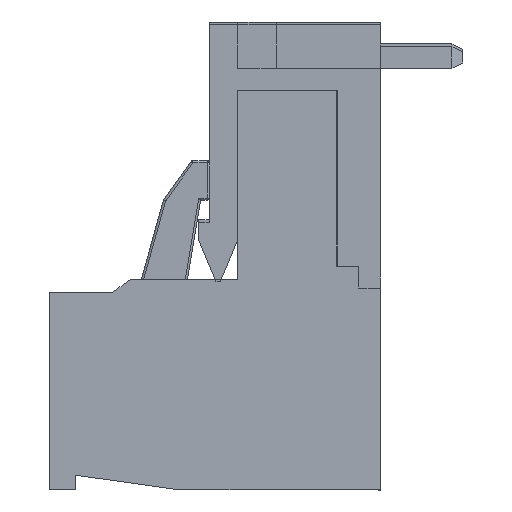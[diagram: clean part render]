
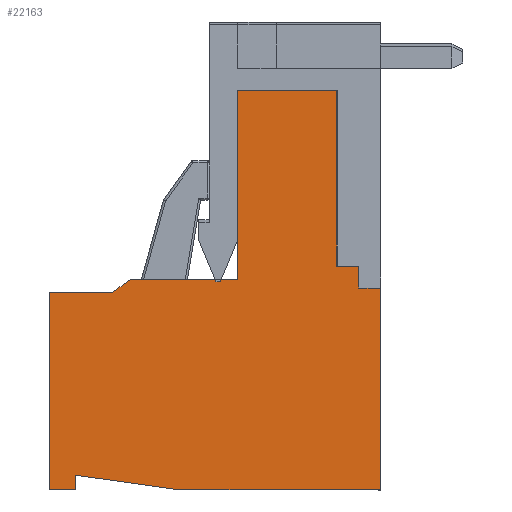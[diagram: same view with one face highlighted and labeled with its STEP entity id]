
A CAD part, left-side view. The second image highlights one B-rep face of the part: STEP entity #22163.
In plain terms, the highlighted planar face has unit normal (-1, 0, 0).
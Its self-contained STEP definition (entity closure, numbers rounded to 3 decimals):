
#436 = LINE ( 'NONE', #22189, #16674 ) ;
#587 = CARTESIAN_POINT ( 'NONE',  ( -7.5, 9.6, 10.65 ) ) ;
#624 = CARTESIAN_POINT ( 'NONE',  ( -7.5, 0.6, 0. ) ) ;
#1506 = CARTESIAN_POINT ( 'NONE',  ( -7.5, 0., 8.15 ) ) ;
#1647 = CARTESIAN_POINT ( 'NONE',  ( -7.5, 0., -2.25 ) ) ;
#2241 = LINE ( 'NONE', #11297, #12049 ) ;
#2475 = DIRECTION ( 'NONE',  ( 0., -0.139, 0.99 ) ) ;
#2512 = VERTEX_POINT ( 'NONE', #23596 ) ;
#2576 = VERTEX_POINT ( 'NONE', #7327 ) ;
#2714 = ORIENTED_EDGE ( 'NONE', *, *, #10731, .F. ) ;
#2725 = DIRECTION ( 'NONE',  ( 0., 0., 1. ) ) ;
#3026 = VERTEX_POINT ( 'NONE', #5384 ) ;
#3078 = VECTOR ( 'NONE', #14145, 1000. ) ;
#3092 = LINE ( 'NONE', #1647, #5706 ) ;
#3389 = VERTEX_POINT ( 'NONE', #17543 ) ;
#3470 = EDGE_CURVE ( 'NONE', #3389, #14225, #436, .T. ) ;
#3804 = CARTESIAN_POINT ( 'NONE',  ( -7.5, 0.6, 11.85 ) ) ;
#3820 = VERTEX_POINT ( 'NONE', #1506 ) ;
#4261 = LINE ( 'NONE', #15244, #20965 ) ;
#4405 = ORIENTED_EDGE ( 'NONE', *, *, #10444, .F. ) ;
#5033 = EDGE_CURVE ( 'NONE', #2576, #21371, #14849, .T. ) ;
#5162 = AXIS2_PLACEMENT_3D ( 'NONE', #7657, #11354, #9104 ) ;
#5384 = CARTESIAN_POINT ( 'NONE',  ( -7.5, 0., 3.25 ) ) ;
#5396 = LINE ( 'NONE', #19424, #21346 ) ;
#5656 = EDGE_CURVE ( 'NONE', #3026, #6426, #8897, .T. ) ;
#5706 = VECTOR ( 'NONE', #12266, 1000. ) ;
#5834 = DIRECTION ( 'NONE',  ( 0., -1., 0. ) ) ;
#6362 = VERTEX_POINT ( 'NONE', #17918 ) ;
#6426 = VERTEX_POINT ( 'NONE', #15877 ) ;
#6643 = EDGE_CURVE ( 'NONE', #12573, #14048, #19101, .T. ) ;
#6710 = VERTEX_POINT ( 'NONE', #587 ) ;
#6814 = EDGE_CURVE ( 'NONE', #13247, #3389, #21721, .T. ) ;
#6845 = EDGE_CURVE ( 'NONE', #6362, #12573, #3092, .T. ) ;
#6850 = CARTESIAN_POINT ( 'NONE',  ( -7.5, -8.6, -3.25 ) ) ;
#7011 = EDGE_CURVE ( 'NONE', #14225, #6710, #4261, .T. ) ;
#7180 = CARTESIAN_POINT ( 'NONE',  ( -7.5, 0., 11.85 ) ) ;
#7216 = EDGE_CURVE ( 'NONE', #2576, #6362, #5396, .T. ) ;
#7243 = ORIENTED_EDGE ( 'NONE', *, *, #7011, .F. ) ;
#7327 = CARTESIAN_POINT ( 'NONE',  ( -7.5, -0.6, -1.29 ) ) ;
#7481 = DIRECTION ( 'NONE',  ( 0., 0., -1. ) ) ;
#7657 = CARTESIAN_POINT ( 'NONE',  ( -7.5, 0., 0. ) ) ;
#7753 = ORIENTED_EDGE ( 'NONE', *, *, #6643, .F. ) ;
#8084 = VERTEX_POINT ( 'NONE', #14087 ) ;
#8194 = VERTEX_POINT ( 'NONE', #3804 ) ;
#8618 = LINE ( 'NONE', #7180, #11871 ) ;
#8897 = LINE ( 'NONE', #10791, #14417 ) ;
#8998 = DIRECTION ( 'NONE',  ( 0., 0., -1. ) ) ;
#9104 = DIRECTION ( 'NONE',  ( 0., 1., 0. ) ) ;
#9241 = DIRECTION ( 'NONE',  ( 0., 0., -1. ) ) ;
#9242 = LINE ( 'NONE', #11381, #14652 ) ;
#9793 = DIRECTION ( 'NONE',  ( 0., 0., -1. ) ) ;
#9929 = ORIENTED_EDGE ( 'NONE', *, *, #12458, .F. ) ;
#10444 = EDGE_CURVE ( 'NONE', #8194, #2512, #20100, .T. ) ;
#10731 = EDGE_CURVE ( 'NONE', #3820, #3026, #8618, .T. ) ;
#10791 = CARTESIAN_POINT ( 'NONE',  ( -7.5, 0., 3.25 ) ) ;
#11043 = DIRECTION ( 'NONE',  ( 0., -1., 0. ) ) ;
#11202 = CARTESIAN_POINT ( 'NONE',  ( -7.5, 9.6, 11.85 ) ) ;
#11297 = CARTESIAN_POINT ( 'NONE',  ( -7.5, -8.6, 3.25 ) ) ;
#11354 = DIRECTION ( 'NONE',  ( 1., 0., 0. ) ) ;
#11381 = CARTESIAN_POINT ( 'NONE',  ( -7.5, -3.912, 2.934 ) ) ;
#11439 = LINE ( 'NONE', #11202, #19875 ) ;
#11871 = VECTOR ( 'NONE', #12423, 1000. ) ;
#12049 = VECTOR ( 'NONE', #7481, 1000. ) ;
#12231 = ORIENTED_EDGE ( 'NONE', *, *, #5033, .T. ) ;
#12266 = DIRECTION ( 'NONE',  ( 0., 1., 0. ) ) ;
#12409 = ORIENTED_EDGE ( 'NONE', *, *, #6845, .F. ) ;
#12423 = DIRECTION ( 'NONE',  ( 0., 0., -1. ) ) ;
#12445 = CARTESIAN_POINT ( 'NONE',  ( -7.5, 0.4, -2.25 ) ) ;
#12458 = EDGE_CURVE ( 'NONE', #14048, #13247, #15911, .T. ) ;
#12573 = VERTEX_POINT ( 'NONE', #12445 ) ;
#12607 = ORIENTED_EDGE ( 'NONE', *, *, #15822, .F. ) ;
#12611 = CARTESIAN_POINT ( 'NONE',  ( -7.5, 9.6, -3.25 ) ) ;
#13031 = DIRECTION ( 'NONE',  ( 0., -1., 0. ) ) ;
#13046 = DIRECTION ( 'NONE',  ( 0., -0.6, -0.8 ) ) ;
#13160 = CARTESIAN_POINT ( 'NONE',  ( -7.5, -0.6, -1.29 ) ) ;
#13247 = VERTEX_POINT ( 'NONE', #16434 ) ;
#13602 = CARTESIAN_POINT ( 'NONE',  ( -7.5, 0.4, 0. ) ) ;
#13733 = CARTESIAN_POINT ( 'NONE',  ( -7.5, 8.925, 10.65 ) ) ;
#13904 = EDGE_LOOP ( 'NONE', ( #19956, #12231, #18849, #19137, #2714, #22890, #4405, #12607, #21484, #7243, #22073, #14511, #9929, #7753, #12409 ) ) ;
#14048 = VERTEX_POINT ( 'NONE', #18406 ) ;
#14062 = CARTESIAN_POINT ( 'NONE',  ( -7.5, -8.6, -1.29 ) ) ;
#14087 = CARTESIAN_POINT ( 'NONE',  ( -7.5, 9.6, 11.85 ) ) ;
#14145 = DIRECTION ( 'NONE',  ( 0., 1., 0. ) ) ;
#14225 = VERTEX_POINT ( 'NONE', #13733 ) ;
#14313 = DIRECTION ( 'NONE',  ( 0., 0., 1. ) ) ;
#14417 = VECTOR ( 'NONE', #11043, 1000. ) ;
#14511 = ORIENTED_EDGE ( 'NONE', *, *, #6814, .F. ) ;
#14652 = VECTOR ( 'NONE', #13046, 1000. ) ;
#14849 = LINE ( 'NONE', #13160, #18596 ) ;
#15244 = CARTESIAN_POINT ( 'NONE',  ( -7.5, 0., 10.65 ) ) ;
#15708 = LINE ( 'NONE', #17746, #20316 ) ;
#15822 = EDGE_CURVE ( 'NONE', #8084, #8194, #11439, .T. ) ;
#15877 = CARTESIAN_POINT ( 'NONE',  ( -7.5, -8.6, 3.25 ) ) ;
#15911 = LINE ( 'NONE', #6850, #3078 ) ;
#15987 = EDGE_CURVE ( 'NONE', #6710, #8084, #15708, .T. ) ;
#16434 = CARTESIAN_POINT ( 'NONE',  ( -7.5, 9.6, -3.25 ) ) ;
#16475 = FACE_OUTER_BOUND ( 'NONE', #13904, .T. ) ;
#16674 = VECTOR ( 'NONE', #2475, 1000. ) ;
#16834 = PLANE ( 'NONE',  #5162 ) ;
#17217 = VECTOR ( 'NONE', #9241, 1000. ) ;
#17448 = EDGE_CURVE ( 'NONE', #2512, #3820, #9242, .T. ) ;
#17543 = CARTESIAN_POINT ( 'NONE',  ( -7.5, 9.6, 5.85 ) ) ;
#17746 = CARTESIAN_POINT ( 'NONE',  ( -7.5, 9.6, -3.25 ) ) ;
#17918 = CARTESIAN_POINT ( 'NONE',  ( -7.5, -0.6, -2.25 ) ) ;
#18406 = CARTESIAN_POINT ( 'NONE',  ( -7.5, 0.4, -3.25 ) ) ;
#18596 = VECTOR ( 'NONE', #13031, 1000. ) ;
#18849 = ORIENTED_EDGE ( 'NONE', *, *, #22602, .F. ) ;
#19101 = LINE ( 'NONE', #13602, #21330 ) ;
#19137 = ORIENTED_EDGE ( 'NONE', *, *, #5656, .F. ) ;
#19424 = CARTESIAN_POINT ( 'NONE',  ( -7.5, -0.6, -1.29 ) ) ;
#19875 = VECTOR ( 'NONE', #5834, 1000. ) ;
#19956 = ORIENTED_EDGE ( 'NONE', *, *, #7216, .F. ) ;
#20100 = LINE ( 'NONE', #624, #17217 ) ;
#20316 = VECTOR ( 'NONE', #2725, 1000. ) ;
#20869 = DIRECTION ( 'NONE',  ( 0., 1., 0. ) ) ;
#20965 = VECTOR ( 'NONE', #20869, 1000. ) ;
#21330 = VECTOR ( 'NONE', #9793, 1000. ) ;
#21346 = VECTOR ( 'NONE', #8998, 1000. ) ;
#21371 = VERTEX_POINT ( 'NONE', #14062 ) ;
#21484 = ORIENTED_EDGE ( 'NONE', *, *, #15987, .F. ) ;
#21721 = LINE ( 'NONE', #12611, #23244 ) ;
#22073 = ORIENTED_EDGE ( 'NONE', *, *, #3470, .F. ) ;
#22163 = ADVANCED_FACE ( 'NONE', ( #16475 ), #16834, .F. ) ;
#22189 = CARTESIAN_POINT ( 'NONE',  ( -7.5, 10.22, 1.436 ) ) ;
#22602 = EDGE_CURVE ( 'NONE', #6426, #21371, #2241, .T. ) ;
#22890 = ORIENTED_EDGE ( 'NONE', *, *, #17448, .F. ) ;
#23244 = VECTOR ( 'NONE', #14313, 1000. ) ;
#23596 = CARTESIAN_POINT ( 'NONE',  ( -7.5, 0.6, 8.95 ) ) ;
